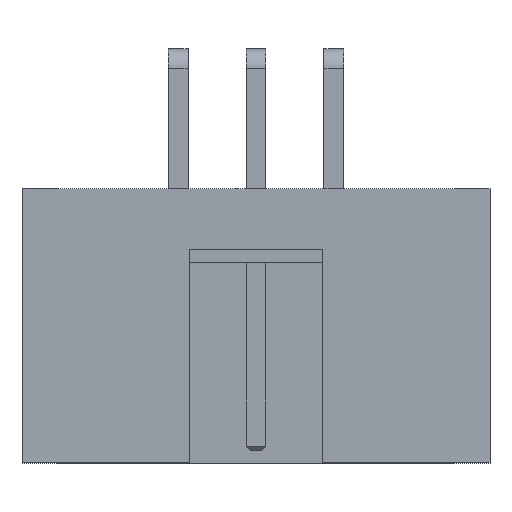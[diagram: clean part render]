
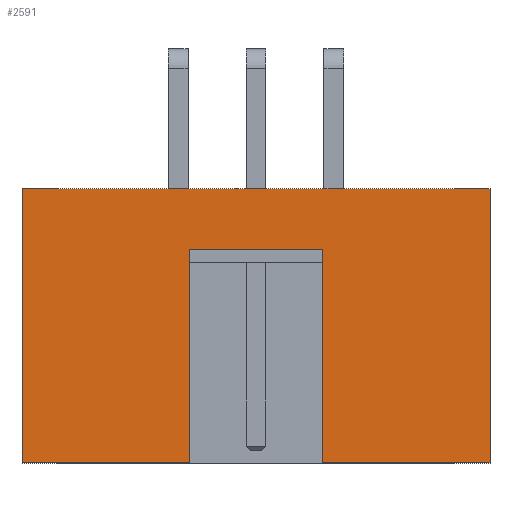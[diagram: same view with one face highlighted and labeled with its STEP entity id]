
A CAD part, top view. The second image highlights one B-rep face of the part: STEP entity #2591.
In plain terms, the highlighted planar face has unit normal (0, 0, 1).
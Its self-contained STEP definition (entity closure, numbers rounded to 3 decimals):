
#103=FACE_OUTER_BOUND('',#265,.T.);
#265=EDGE_LOOP('',(#1945,#1946,#1947,#1948,#1949,#1950,#1951,#1952));
#445=LINE('',#3720,#799);
#449=LINE('',#3727,#803);
#451=LINE('',#3731,#805);
#459=LINE('',#3746,#813);
#463=LINE('',#3753,#817);
#504=LINE('',#3833,#858);
#508=LINE('',#3840,#862);
#511=LINE('',#3846,#865);
#799=VECTOR('',#3013,10.);
#803=VECTOR('',#3019,10.);
#805=VECTOR('',#3023,10.);
#813=VECTOR('',#3033,10.);
#817=VECTOR('',#3037,10.);
#858=VECTOR('',#3104,10.);
#862=VECTOR('',#3110,10.);
#865=VECTOR('',#3119,10.);
#1129=VERTEX_POINT('',#3718);
#1130=VERTEX_POINT('',#3719);
#1132=VERTEX_POINT('',#3726);
#1133=VERTEX_POINT('',#3730);
#1139=VERTEX_POINT('',#3745);
#1142=VERTEX_POINT('',#3751);
#1168=VERTEX_POINT('',#3832);
#1170=VERTEX_POINT('',#3839);
#1379=EDGE_CURVE('',#1129,#1130,#445,.T.);
#1383=EDGE_CURVE('',#1132,#1129,#449,.T.);
#1385=EDGE_CURVE('',#1133,#1132,#451,.T.);
#1393=EDGE_CURVE('',#1139,#1133,#459,.T.);
#1397=EDGE_CURVE('',#1130,#1142,#463,.T.);
#1438=EDGE_CURVE('',#1168,#1139,#504,.T.);
#1442=EDGE_CURVE('',#1170,#1168,#508,.T.);
#1445=EDGE_CURVE('',#1142,#1170,#511,.T.);
#1945=ORIENTED_EDGE('',*,*,#1379,.T.);
#1946=ORIENTED_EDGE('',*,*,#1397,.T.);
#1947=ORIENTED_EDGE('',*,*,#1445,.T.);
#1948=ORIENTED_EDGE('',*,*,#1442,.T.);
#1949=ORIENTED_EDGE('',*,*,#1438,.T.);
#1950=ORIENTED_EDGE('',*,*,#1393,.T.);
#1951=ORIENTED_EDGE('',*,*,#1385,.T.);
#1952=ORIENTED_EDGE('',*,*,#1383,.T.);
#2447=PLANE('',#2767);
#2591=ADVANCED_FACE('',(#103),#2447,.T.);
#2767=AXIS2_PLACEMENT_3D('',#3848,#3121,#3122);
#3013=DIRECTION('',(0.,-1.,0.));
#3019=DIRECTION('',(1.,0.,0.));
#3023=DIRECTION('',(0.,1.,0.));
#3033=DIRECTION('',(1.,0.,0.));
#3037=DIRECTION('',(1.,0.,0.));
#3104=DIRECTION('',(0.,-1.,0.));
#3110=DIRECTION('',(-1.,0.,0.));
#3119=DIRECTION('',(0.,1.,0.));
#3121=DIRECTION('center_axis',(0.,0.,1.));
#3122=DIRECTION('ref_axis',(0.,-1.,0.));
#3718=CARTESIAN_POINT('',(-0.365,-6.247,8.95));
#3719=CARTESIAN_POINT('',(-0.365,-13.197,8.95));
#3720=CARTESIAN_POINT('',(-0.365,-7.485,8.95));
#3726=CARTESIAN_POINT('',(-4.715,-6.247,8.95));
#3727=CARTESIAN_POINT('',(-3.628,-6.247,8.95));
#3730=CARTESIAN_POINT('',(-4.715,-13.197,8.95));
#3731=CARTESIAN_POINT('',(-4.715,-10.96,8.95));
#3745=CARTESIAN_POINT('',(-10.18,-13.197,8.95));
#3746=CARTESIAN_POINT('',(-10.18,-13.197,8.95));
#3751=CARTESIAN_POINT('',(5.1,-13.197,8.95));
#3753=CARTESIAN_POINT('',(-10.18,-13.197,8.95));
#3832=CARTESIAN_POINT('',(-10.18,-4.247,8.95));
#3833=CARTESIAN_POINT('',(-10.18,-4.247,8.95));
#3839=CARTESIAN_POINT('',(5.1,-4.247,8.95));
#3840=CARTESIAN_POINT('',(5.1,-4.247,8.95));
#3846=CARTESIAN_POINT('',(5.1,-13.197,8.95));
#3848=CARTESIAN_POINT('Origin',(-2.54,-8.722,8.95));
